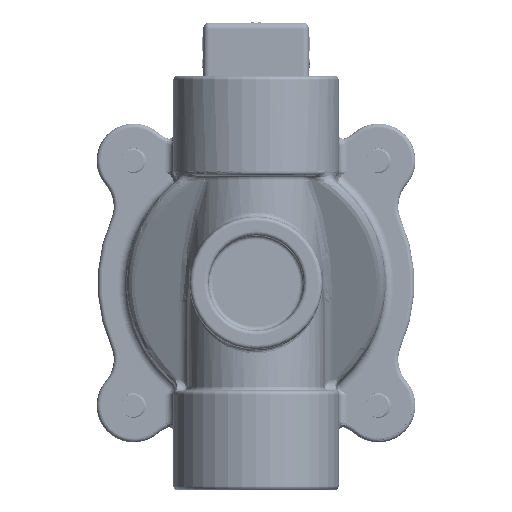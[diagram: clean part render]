
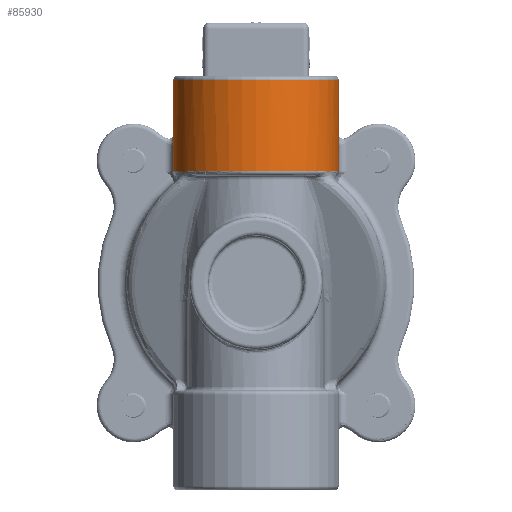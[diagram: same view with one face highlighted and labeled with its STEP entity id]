
A CAD part, front view. The second image highlights one B-rep face of the part: STEP entity #85930.
In plain terms, the highlighted cylindrical face has radius 20 mm (diameter 40 mm), a partial arc.
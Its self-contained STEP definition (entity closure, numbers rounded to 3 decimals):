
#988 = VERTEX_POINT ( 'NONE', #35609 ) ;
#1371 = EDGE_CURVE ( 'NONE', #114515, #131080, #10740, .T. ) ;
#4278 = CARTESIAN_POINT ( 'NONE',  ( -16.61, 8.86, 27. ) ) ;
#4730 = DIRECTION ( 'NONE',  ( 1., 0., 0. ) ) ;
#4882 = CARTESIAN_POINT ( 'NONE',  ( 16.61, 8.86, 27. ) ) ;
#5137 = ORIENTED_EDGE ( 'NONE', *, *, #40738, .T. ) ;
#7654 = CARTESIAN_POINT ( 'NONE',  ( 0., 20., 26. ) ) ;
#8150 = DIRECTION ( 'NONE',  ( 1., 0., 0. ) ) ;
#8310 = CARTESIAN_POINT ( 'NONE',  ( -16.61, 8.86, 27. ) ) ;
#8840 = LINE ( 'NONE', #28660, #99168 ) ;
#10740 = CIRCLE ( 'NONE', #69701, 20. ) ;
#10939 = ORIENTED_EDGE ( 'NONE', *, *, #47181, .T. ) ;
#11684 = B_SPLINE_CURVE_WITH_KNOTS ( 'NONE', 3,
 ( #123300, #55306, #134787, #66676 ),
 .UNSPECIFIED., .F., .F.,
 ( 4, 4 ),
 ( 0., 0.001 ),
 .UNSPECIFIED. ) ;
#15560 = EDGE_CURVE ( 'NONE', #77066, #111668, #128353, .T. ) ;
#16278 = CARTESIAN_POINT ( 'NONE',  ( 18.249, 11.817, 27. ) ) ;
#16297 = CARTESIAN_POINT ( 'NONE',  ( 17.447, 10.221, 26.862 ) ) ;
#17320 = DIRECTION ( 'NONE',  ( 0., 0., 1. ) ) ;
#21005 = VERTEX_POINT ( 'NONE', #68540 ) ;
#24954 = ORIENTED_EDGE ( 'NONE', *, *, #15560, .T. ) ;
#27088 = CARTESIAN_POINT ( 'NONE',  ( -18.249, 11.817, 27. ) ) ;
#27642 = CARTESIAN_POINT ( 'NONE',  ( 17.638, 10.571, 26.86 ) ) ;
#28660 = CARTESIAN_POINT ( 'NONE',  ( -20., 20., 26. ) ) ;
#30346 = DIRECTION ( 'NONE',  ( 0., 0., 1. ) ) ;
#30495 = CARTESIAN_POINT ( 'NONE',  ( -17.822, 10.923, 26.914 ) ) ;
#31815 = ORIENTED_EDGE ( 'NONE', *, *, #56060, .T. ) ;
#31840 = CIRCLE ( 'NONE', #106542, 20. ) ;
#35308 = DIRECTION ( 'NONE',  ( 0., 0., 1. ) ) ;
#35609 = CARTESIAN_POINT ( 'NONE',  ( -17.822, 10.923, 26.914 ) ) ;
#36264 = ORIENTED_EDGE ( 'NONE', *, *, #113747, .T. ) ;
#36912 = FACE_OUTER_BOUND ( 'NONE', #64307, .T. ) ;
#38989 = CARTESIAN_POINT ( 'NONE',  ( 17.97, 11.215, 26.977 ) ) ;
#39101 = CARTESIAN_POINT ( 'NONE',  ( 17.777, 10.835, 26.895 ) ) ;
#40297 = VERTEX_POINT ( 'NONE', #132227 ) ;
#40738 = EDGE_CURVE ( 'NONE', #21005, #45342, #83559, .T. ) ;
#40739 = LINE ( 'NONE', #131538, #100959 ) ;
#41975 = CARTESIAN_POINT ( 'NONE',  ( -17.731, 10.748, 26.879 ) ) ;
#43934 = DIRECTION ( 'NONE',  ( 0., 0., -1. ) ) ;
#45342 = VERTEX_POINT ( 'NONE', #27088 ) ;
#47119 = VERTEX_POINT ( 'NONE', #4278 ) ;
#47181 = EDGE_CURVE ( 'NONE', #111668, #115772, #80217, .T. ) ;
#48337 = CARTESIAN_POINT ( 'NONE',  ( 0., 20., 27. ) ) ;
#53384 = CARTESIAN_POINT ( 'NONE',  ( -17.592, 10.485, 26.857 ) ) ;
#55306 = CARTESIAN_POINT ( 'NONE',  ( -18.113, 11.514, 27. ) ) ;
#56060 = EDGE_CURVE ( 'NONE', #115772, #40297, #131520, .T. ) ;
#59689 = DIRECTION ( 'NONE',  ( 1., 0., 0. ) ) ;
#60992 = EDGE_CURVE ( 'NONE', #40297, #114515, #40739, .T. ) ;
#61346 = CARTESIAN_POINT ( 'NONE',  ( 16.834, 9.194, 27. ) ) ;
#62798 = CARTESIAN_POINT ( 'NONE',  ( -20., 20., 49. ) ) ;
#64307 = EDGE_LOOP ( 'NONE', ( #87351, #81361, #116961, #5137, #130151, #36264, #117840, #24954, #10939, #31815 ) ) ;
#64727 = CARTESIAN_POINT ( 'NONE',  ( -17.349, 10.048, 26.883 ) ) ;
#64778 = EDGE_CURVE ( 'NONE', #45342, #988, #11684, .T. ) ;
#66676 = CARTESIAN_POINT ( 'NONE',  ( -17.822, 10.923, 26.914 ) ) ;
#68540 = CARTESIAN_POINT ( 'NONE',  ( -20., 20., 27. ) ) ;
#69701 = AXIS2_PLACEMENT_3D ( 'NONE', #111881, #43934, #123338 ) ;
#72599 = DIRECTION ( 'NONE',  ( 0., 0., 1. ) ) ;
#72753 = CARTESIAN_POINT ( 'NONE',  ( 17.046, 9.532, 26.952 ) ) ;
#73124 = CARTESIAN_POINT ( 'NONE',  ( 18.249, 11.817, 27. ) ) ;
#74349 = DIRECTION ( 'NONE',  ( 0., 0., 1. ) ) ;
#76101 = CARTESIAN_POINT ( 'NONE',  ( -16.834, 9.194, 27. ) ) ;
#77066 = VERTEX_POINT ( 'NONE', #146370 ) ;
#80217 = B_SPLINE_CURVE_WITH_KNOTS ( 'NONE', 3,
 ( #106859, #38989, #141279, #73124 ),
 .UNSPECIFIED., .F., .F.,
 ( 4, 4 ),
 ( 0., 0.001 ),
 .UNSPECIFIED. ) ;
#81361 = ORIENTED_EDGE ( 'NONE', *, *, #1371, .T. ) ;
#82966 = CYLINDRICAL_SURFACE ( 'NONE', #140070, 20. ) ;
#83559 = CIRCLE ( 'NONE', #100383, 20. ) ;
#84163 = CARTESIAN_POINT ( 'NONE',  ( 17.349, 10.048, 26.883 ) ) ;
#85930 = ADVANCED_FACE ( 'NONE', ( #36912 ), #82966, .T. ) ;
#87351 = ORIENTED_EDGE ( 'NONE', *, *, #60992, .T. ) ;
#90744 = AXIS2_PLACEMENT_3D ( 'NONE', #140736, #72599, #4730 ) ;
#95547 = CARTESIAN_POINT ( 'NONE',  ( 17.591, 10.483, 26.857 ) ) ;
#98389 = CARTESIAN_POINT ( 'NONE',  ( -17.777, 10.835, 26.895 ) ) ;
#99168 = VECTOR ( 'NONE', #17320, 1000. ) ;
#100383 = AXIS2_PLACEMENT_3D ( 'NONE', #103186, #35308, #114684 ) ;
#100959 = VECTOR ( 'NONE', #74349, 1000. ) ;
#103186 = CARTESIAN_POINT ( 'NONE',  ( 0., 20., 27. ) ) ;
#106542 = AXIS2_PLACEMENT_3D ( 'NONE', #48337, #127756, #59689 ) ;
#106859 = CARTESIAN_POINT ( 'NONE',  ( 17.822, 10.923, 26.914 ) ) ;
#106972 = CARTESIAN_POINT ( 'NONE',  ( 17.731, 10.747, 26.879 ) ) ;
#111668 = VERTEX_POINT ( 'NONE', #142200 ) ;
#111881 = CARTESIAN_POINT ( 'NONE',  ( 0., 20., 49. ) ) ;
#113747 = EDGE_CURVE ( 'NONE', #988, #47119, #136630, .T. ) ;
#114515 = VERTEX_POINT ( 'NONE', #144592 ) ;
#114684 = DIRECTION ( 'NONE',  ( 1., 0., 0. ) ) ;
#115772 = VERTEX_POINT ( 'NONE', #16278 ) ;
#116293 = EDGE_CURVE ( 'NONE', #21005, #131080, #8840, .T. ) ;
#116961 = ORIENTED_EDGE ( 'NONE', *, *, #116293, .F. ) ;
#117840 = ORIENTED_EDGE ( 'NONE', *, *, #138845, .T. ) ;
#118439 = CARTESIAN_POINT ( 'NONE',  ( 17.822, 10.923, 26.914 ) ) ;
#121300 = CARTESIAN_POINT ( 'NONE',  ( -17.639, 10.572, 26.86 ) ) ;
#123300 = CARTESIAN_POINT ( 'NONE',  ( -18.249, 11.817, 27. ) ) ;
#123338 = DIRECTION ( 'NONE',  ( 1., 0., 0. ) ) ;
#127756 = DIRECTION ( 'NONE',  ( 0., 0., 1. ) ) ;
#128353 = B_SPLINE_CURVE_WITH_KNOTS ( 'NONE', 3,
 ( #4882, #61346, #72753, #84163, #16297, #95547, #27642, #106972, #39101, #118439 ),
 .UNSPECIFIED., .F., .F.,
 ( 4, 2, 2, 2, 4 ),
 ( 0., 0.001, 0.002, 0.002, 0.002 ),
 .UNSPECIFIED. ) ;
#130151 = ORIENTED_EDGE ( 'NONE', *, *, #64778, .T. ) ;
#131080 = VERTEX_POINT ( 'NONE', #62798 ) ;
#131520 = CIRCLE ( 'NONE', #90744, 20. ) ;
#131538 = CARTESIAN_POINT ( 'NONE',  ( 20., 20., 26. ) ) ;
#132227 = CARTESIAN_POINT ( 'NONE',  ( 20., 20., 27. ) ) ;
#132818 = CARTESIAN_POINT ( 'NONE',  ( -17.448, 10.222, 26.862 ) ) ;
#134787 = CARTESIAN_POINT ( 'NONE',  ( -17.97, 11.214, 26.976 ) ) ;
#136630 = B_SPLINE_CURVE_WITH_KNOTS ( 'NONE', 3,
 ( #30495, #98389, #41975, #121300, #53384, #132818, #64727, #144289, #76101, #8310 ),
 .UNSPECIFIED., .F., .F.,
 ( 4, 2, 2, 2, 4 ),
 ( 0., 0., 0.001, 0.001, 0.002 ),
 .UNSPECIFIED. ) ;
#138845 = EDGE_CURVE ( 'NONE', #47119, #77066, #31840, .T. ) ;
#140070 = AXIS2_PLACEMENT_3D ( 'NONE', #7654, #30346, #8150 ) ;
#140736 = CARTESIAN_POINT ( 'NONE',  ( 0., 20., 27. ) ) ;
#141279 = CARTESIAN_POINT ( 'NONE',  ( 18.113, 11.513, 27. ) ) ;
#142200 = CARTESIAN_POINT ( 'NONE',  ( 17.822, 10.923, 26.914 ) ) ;
#144289 = CARTESIAN_POINT ( 'NONE',  ( -17.046, 9.532, 26.952 ) ) ;
#144592 = CARTESIAN_POINT ( 'NONE',  ( 20., 20., 49. ) ) ;
#146370 = CARTESIAN_POINT ( 'NONE',  ( 16.61, 8.86, 27. ) ) ;
